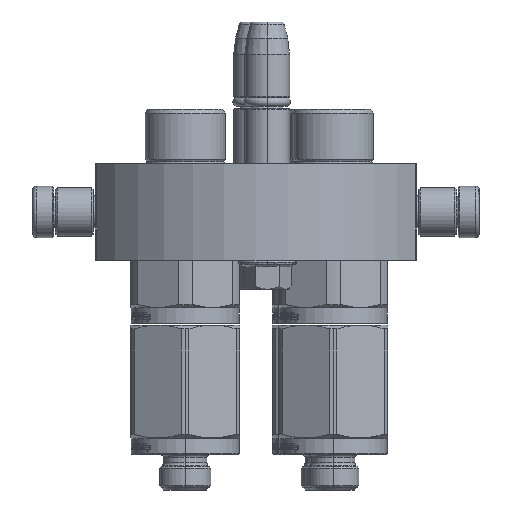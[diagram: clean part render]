
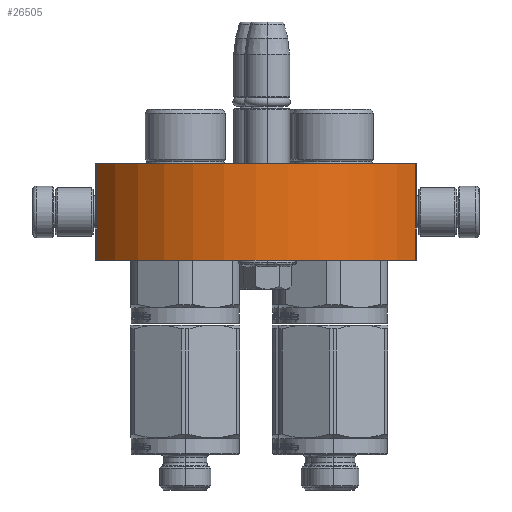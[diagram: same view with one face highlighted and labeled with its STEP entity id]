
A CAD part, left-side view. The second image highlights one B-rep face of the part: STEP entity #26505.
In plain terms, the highlighted cylindrical face has radius 57.25 mm (diameter 114.5 mm), a partial arc.
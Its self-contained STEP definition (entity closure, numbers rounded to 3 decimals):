
#580 = AXIS2_PLACEMENT_3D ( 'NONE', #11811, #28610, #18515 ) ;
#1158 = AXIS2_PLACEMENT_3D ( 'NONE', #16034, #2682, #9414 ) ;
#2298 = CARTESIAN_POINT ( 'NONE',  ( -49.5, 0., -28.763 ) ) ;
#2682 = DIRECTION ( 'NONE',  ( 0., -1., 0. ) ) ;
#5512 = CYLINDRICAL_SURFACE ( 'NONE', #1158, 57.25 ) ;
#6344 = CARTESIAN_POINT ( 'NONE',  ( 49.5, 0., -28.763 ) ) ;
#6675 = DIRECTION ( 'NONE',  ( 0., 1., 0. ) ) ;
#7103 = CARTESIAN_POINT ( 'NONE',  ( -49.5, 0., -28.763 ) ) ;
#7664 = ORIENTED_EDGE ( 'NONE', *, *, #17442, .T. ) ;
#9317 = EDGE_CURVE ( 'NONE', #24289, #43160, #38233, .T. ) ;
#9414 = DIRECTION ( 'NONE',  ( 1., 0., 0. ) ) ;
#11104 = VECTOR ( 'NONE', #18510, 1000. ) ;
#11811 = CARTESIAN_POINT ( 'NONE',  ( 0., 0., 0. ) ) ;
#12008 = DIRECTION ( 'NONE',  ( 0.865, 0., -0.502 ) ) ;
#14715 = LINE ( 'NONE', #7103, #28814 ) ;
#15244 = DIRECTION ( 'NONE',  ( 0., 1., 0. ) ) ;
#16034 = CARTESIAN_POINT ( 'NONE',  ( 0., 0., 0. ) ) ;
#16507 = ORIENTED_EDGE ( 'NONE', *, *, #22371, .F. ) ;
#17442 = EDGE_CURVE ( 'NONE', #24289, #20045, #20447, .T. ) ;
#17673 = EDGE_CURVE ( 'NONE', #20045, #17803, #14715, .T. ) ;
#17803 = VERTEX_POINT ( 'NONE', #40693 ) ;
#18121 = AXIS2_PLACEMENT_3D ( 'NONE', #34953, #15244, #12008 ) ;
#18510 = DIRECTION ( 'NONE',  ( 0., 1., 0. ) ) ;
#18515 = DIRECTION ( 'NONE',  ( 0.865, 0., -0.502 ) ) ;
#19507 = CIRCLE ( 'NONE', #18121, 57.25 ) ;
#20045 = VERTEX_POINT ( 'NONE', #2298 ) ;
#20447 = CIRCLE ( 'NONE', #580, 57.25 ) ;
#22213 = EDGE_LOOP ( 'NONE', ( #16507, #34499, #7664, #33491 ) ) ;
#22371 = EDGE_CURVE ( 'NONE', #43160, #17803, #19507, .T. ) ;
#24289 = VERTEX_POINT ( 'NONE', #6344 ) ;
#26505 = ADVANCED_FACE ( 'NONE', ( #27504 ), #5512, .T. ) ;
#27504 = FACE_OUTER_BOUND ( 'NONE', #22213, .T. ) ;
#28610 = DIRECTION ( 'NONE',  ( 0., 1., 0. ) ) ;
#28814 = VECTOR ( 'NONE', #6675, 1000. ) ;
#29068 = CARTESIAN_POINT ( 'NONE',  ( 49.5, 30., -28.763 ) ) ;
#33491 = ORIENTED_EDGE ( 'NONE', *, *, #17673, .T. ) ;
#34499 = ORIENTED_EDGE ( 'NONE', *, *, #9317, .F. ) ;
#34953 = CARTESIAN_POINT ( 'NONE',  ( 0., 30., 0. ) ) ;
#38233 = LINE ( 'NONE', #38647, #11104 ) ;
#38647 = CARTESIAN_POINT ( 'NONE',  ( 49.5, 0., -28.763 ) ) ;
#40693 = CARTESIAN_POINT ( 'NONE',  ( -49.5, 30., -28.763 ) ) ;
#43160 = VERTEX_POINT ( 'NONE', #29068 ) ;
